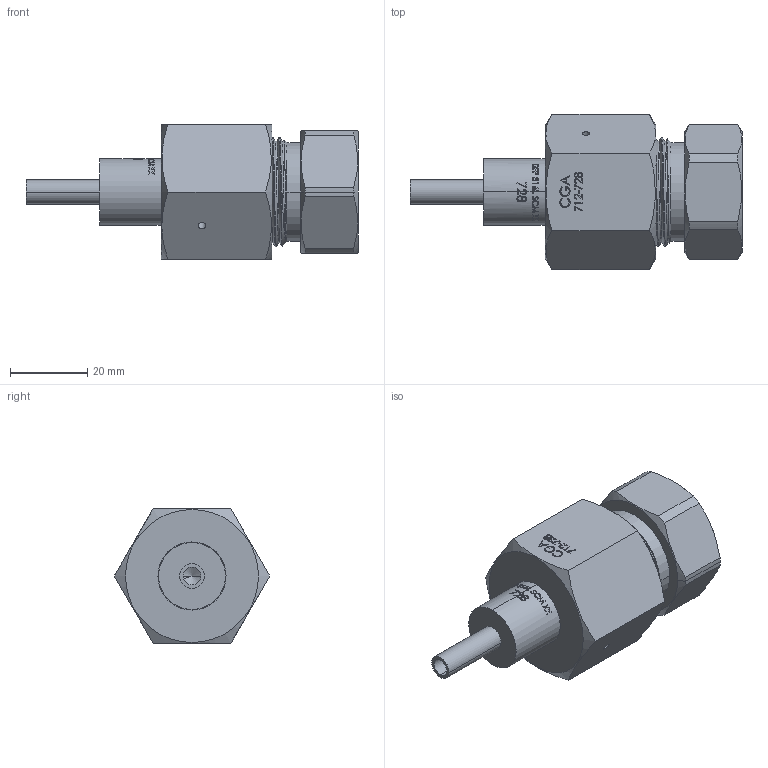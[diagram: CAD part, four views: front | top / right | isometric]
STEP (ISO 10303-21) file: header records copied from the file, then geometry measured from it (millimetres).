
FILE_DESCRIPTION (( 'STEP AP203' ), '1' );
FILE_NAME ('PT-728SS-4TS-N.STEP', '2025-10-21T16:46:00', ( '' ), ( '' ), 'SwSTEP 2.0', 'SolidWorks 2018', '' );
FILE_SCHEMA (( 'CONFIG_CONTROL_DESIGN' ));
Length unit declared in the file: inch
Products named in the file (7): PRT-001176; PRT-001390; PRT-002742; PRT-002426; ASY-000751; PRT-000030; PT-728SS-4TS-N
Assembly tree (6 placements, depth 3):
  PT-728SS-4TS-N
    PRT-000030
    PRT-001390
    PRT-002426
    ASY-000751
      PRT-001176
      PRT-002742
Bounding box: 86.23 x 40.33 x 34.92 mm (x, y, z)
Volume: 48094.3 mm3; surface area: 20668.7 mm2
Topology: 5 solids, 5 shells, 490 faces, 1450 edges, 1027 vertices
Faces by surface type: plane 183, cylinder 119, bspline 111, cone 49, torus 28
Entity records: 30931 total; most frequent: CARTESIAN_POINT 18035, ORIENTED_EDGE 2892, DIRECTION 1974, EDGE_CURVE 1446, VERTEX_POINT 1027, AXIS2_PLACEMENT_3D 680, VECTOR 614, LINE 614
